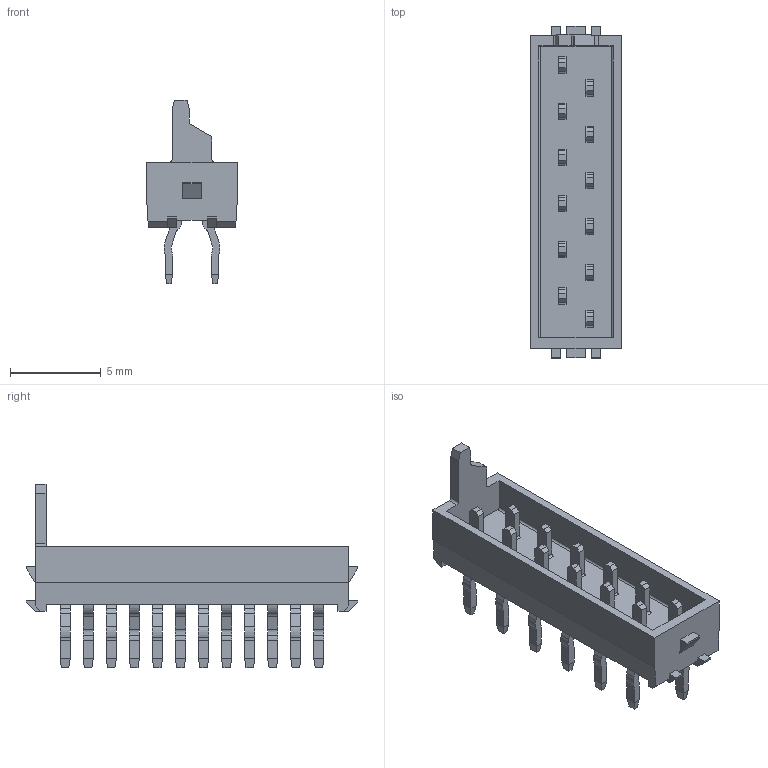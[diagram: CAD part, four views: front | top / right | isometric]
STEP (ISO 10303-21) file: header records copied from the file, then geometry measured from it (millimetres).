
FILE_DESCRIPTION(/* description */ ('Unknown'),/* implementation_level */ '2;1');
FILE_NAME(/* name */ 'J_Wurth_WR-MM_690357101272',/* time_stamp */ '2025-05-06T15:17:15+08:00',/* author */ ('Unknown'),/* organization */ ('Unknown'),/* preprocessor_version */ 'ST-DEVELOPER v19.4',/* originating_system */ 'Solid Edge',/* authorisation */ 'Unknown');
FILE_SCHEMA (('AUTOMOTIVE_DESIGN {1 0 10303 214 3 1 1}'));
Length unit declared in the file: millimetre
Products named in the file (2): J_Wurth_WR-MM_690357101272
Assembly tree (1 placements, depth 2):
  J_Wurth_WR-MM_690357101272
    J_Wurth_WR-MM_690357101272
Bounding box: 5 x 18.27 x 10.1 mm (x, y, z)
Volume: 170.6 mm3; surface area: 547.1 mm2
Topology: 1 solids, 25 shells, 620 faces, 1512 edges, 992 vertices
Faces by surface type: plane 446, cylinder 174
Entity records: 22415 total; most frequent: CARTESIAN_POINT 3126, DIRECTION 3104, ORIENTED_EDGE 3024, EDGE_CURVE 1512, LINE 1164, VECTOR 1164, VERTEX_POINT 992, AXIS2_PLACEMENT_3D 970
